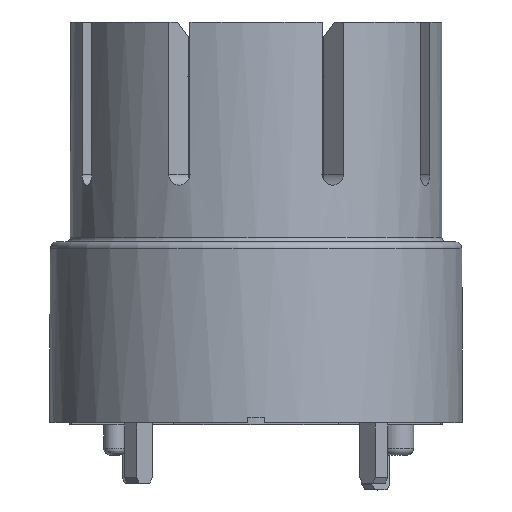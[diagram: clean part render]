
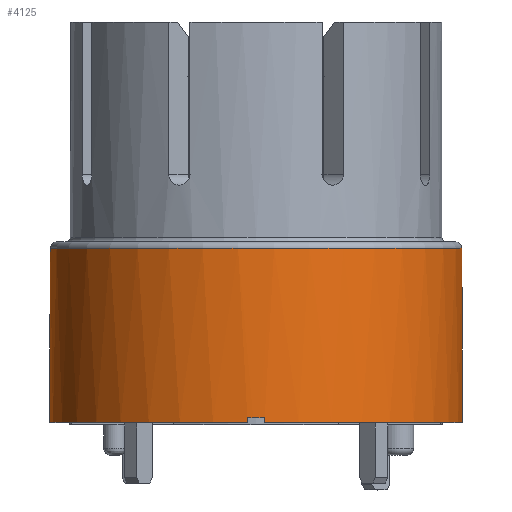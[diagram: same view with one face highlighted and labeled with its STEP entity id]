
A CAD part, top view. The second image highlights one B-rep face of the part: STEP entity #4125.
In plain terms, the highlighted cylindrical face has radius 9.5 mm (diameter 19 mm), a full revolution.
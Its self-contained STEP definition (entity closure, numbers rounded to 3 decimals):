
#18=FACE_BOUND('',#670,.T.);
#195=CIRCLE('',#4416,9.5);
#196=CIRCLE('',#4418,9.5);
#197=CIRCLE('',#4420,9.5);
#198=CIRCLE('',#4421,9.5);
#199=CIRCLE('',#4422,9.5);
#289=CYLINDRICAL_SURFACE('',#4419,9.5);
#442=FACE_OUTER_BOUND('',#669,.T.);
#669=EDGE_LOOP('',(#3250,#3251,#3252,#3253,#3254,#3255,#3256,#3257));
#670=EDGE_LOOP('',(#3258));
#798=LINE('',#5723,#1208);
#804=LINE('',#5735,#1214);
#1055=LINE('',#6495,#1465);
#1056=LINE('',#6498,#1466);
#1208=VECTOR('',#4601,0.2);
#1214=VECTOR('',#4609,0.2);
#1465=VECTOR('',#5234,0.2);
#1466=VECTOR('',#5237,0.2);
#1617=VERTEX_POINT('',#5720);
#1618=VERTEX_POINT('',#5722);
#1620=VERTEX_POINT('',#5728);
#1623=VERTEX_POINT('',#5733);
#1843=VERTEX_POINT('',#6486);
#1844=VERTEX_POINT('',#6490);
#1845=VERTEX_POINT('',#6494);
#1846=VERTEX_POINT('',#6497);
#1847=VERTEX_POINT('',#6500);
#2027=EDGE_CURVE('',#1618,#1617,#798,.T.);
#2033=EDGE_CURVE('',#1620,#1623,#804,.T.);
#2360=EDGE_CURVE('',#1623,#1843,#195,.T.);
#2361=EDGE_CURVE('',#1844,#1618,#196,.T.);
#2363=EDGE_CURVE('',#1845,#1844,#1055,.T.);
#2364=EDGE_CURVE('',#1617,#1620,#197,.T.);
#2365=EDGE_CURVE('',#1843,#1846,#1056,.T.);
#2366=EDGE_CURVE('',#1846,#1845,#198,.T.);
#2367=EDGE_CURVE('',#1847,#1847,#199,.T.);
#3250=ORIENTED_EDGE('',*,*,#2363,.T.);
#3251=ORIENTED_EDGE('',*,*,#2361,.T.);
#3252=ORIENTED_EDGE('',*,*,#2027,.T.);
#3253=ORIENTED_EDGE('',*,*,#2364,.T.);
#3254=ORIENTED_EDGE('',*,*,#2033,.T.);
#3255=ORIENTED_EDGE('',*,*,#2360,.T.);
#3256=ORIENTED_EDGE('',*,*,#2365,.T.);
#3257=ORIENTED_EDGE('',*,*,#2366,.T.);
#3258=ORIENTED_EDGE('',*,*,#2367,.F.);
#4125=ADVANCED_FACE('',(#442,#18),#289,.T.);
#4416=AXIS2_PLACEMENT_3D('',#6488,#5225,#5226);
#4418=AXIS2_PLACEMENT_3D('',#6491,#5229,#5230);
#4419=AXIS2_PLACEMENT_3D('',#6493,#5232,#5233);
#4420=AXIS2_PLACEMENT_3D('',#6496,#5235,#5236);
#4421=AXIS2_PLACEMENT_3D('',#6499,#5238,#5239);
#4422=AXIS2_PLACEMENT_3D('',#6501,#5240,#5241);
#4601=DIRECTION('',(0.,1.,0.));
#4609=DIRECTION('',(0.,-1.,0.));
#5225=DIRECTION('center_axis',(0.,1.,0.));
#5226=DIRECTION('ref_axis',(0.707,0.,-0.707));
#5229=DIRECTION('center_axis',(0.,1.,0.));
#5230=DIRECTION('ref_axis',(0.707,0.,-0.707));
#5232=DIRECTION('center_axis',(0.,1.,0.));
#5233=DIRECTION('ref_axis',(0.707,0.,-0.707));
#5234=DIRECTION('',(0.,-1.,0.));
#5235=DIRECTION('center_axis',(0.,1.,0.));
#5236=DIRECTION('ref_axis',(-1.,0.,0.));
#5237=DIRECTION('',(0.,1.,0.));
#5238=DIRECTION('center_axis',(0.,1.,0.));
#5239=DIRECTION('ref_axis',(-1.,0.,0.));
#5240=DIRECTION('center_axis',(0.,1.,0.));
#5241=DIRECTION('ref_axis',(-0.707,0.,0.707));
#5720=CARTESIAN_POINT('',(-0.4,0.3,9.492));
#5722=CARTESIAN_POINT('',(-0.4,0.1,9.492));
#5723=CARTESIAN_POINT('',(-0.4,4.25,9.492));
#5728=CARTESIAN_POINT('',(0.4,0.3,9.492));
#5733=CARTESIAN_POINT('',(0.4,0.1,9.492));
#5735=CARTESIAN_POINT('',(0.4,4.25,9.492));
#6486=CARTESIAN_POINT('',(3.772,0.1,-8.719));
#6488=CARTESIAN_POINT('Origin',(0.,0.1,0.));
#6490=CARTESIAN_POINT('',(-3.77,0.1,-8.72));
#6491=CARTESIAN_POINT('Origin',(0.,0.1,0.));
#6493=CARTESIAN_POINT('Origin',(0.,4.25,0.));
#6494=CARTESIAN_POINT('',(-3.77,0.3,-8.72));
#6495=CARTESIAN_POINT('',(-3.77,4.25,-8.72));
#6496=CARTESIAN_POINT('Origin',(0.,0.3,0.));
#6497=CARTESIAN_POINT('',(3.772,0.3,-8.719));
#6498=CARTESIAN_POINT('',(3.772,4.25,-8.719));
#6499=CARTESIAN_POINT('Origin',(0.,0.3,0.));
#6500=CARTESIAN_POINT('',(6.718,8.1,-6.718));
#6501=CARTESIAN_POINT('Origin',(0.,8.1,0.));
